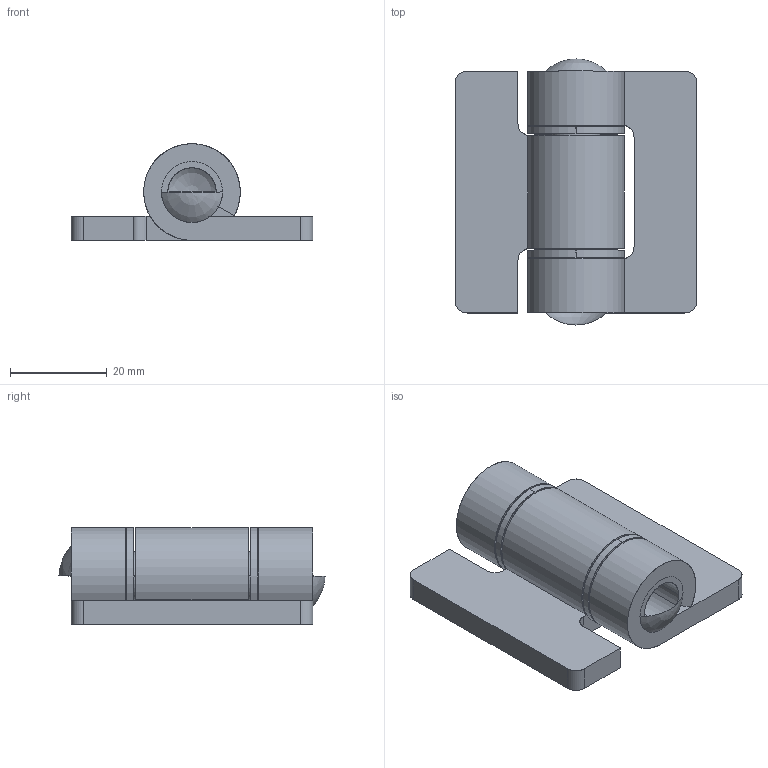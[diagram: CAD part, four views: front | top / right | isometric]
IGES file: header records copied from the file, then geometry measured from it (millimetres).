
Start section: SolidWorks IGES file using analytic representation for surfaces
Global section: file name: B-1001-8.IGS,15; native system: HSolidWorks 2007; preprocessor: SolidWorks 2007; author: 7sw; date: 081017.094355; units: millimetre
Bounding box: 50 x 55 x 20 mm (x, y, z)
Surface area: 13427.1 mm2 (no closed solid volume)
Topology: 0 solids, 0 shells, 54 faces, 1104 edges, 1102 vertices
Faces by surface type: revolution 28, bspline 26
